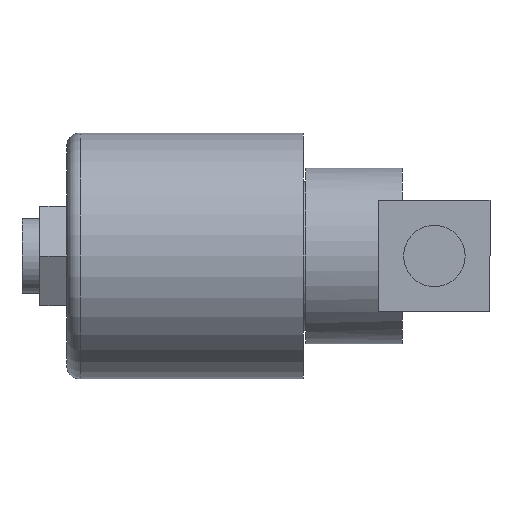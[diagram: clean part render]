
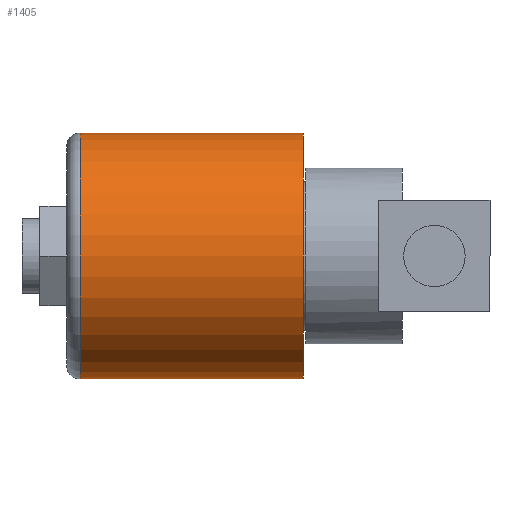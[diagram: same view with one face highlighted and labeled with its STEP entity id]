
A CAD part, left-side view. The second image highlights one B-rep face of the part: STEP entity #1405.
In plain terms, the highlighted cylindrical face has radius 21 mm (diameter 42 mm), a partial arc.
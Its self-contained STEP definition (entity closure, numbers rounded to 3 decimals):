
#52 = CIRCLE ( 'NONE', #236, 21. ) ;
#96 = DIRECTION ( 'NONE',  ( 0., 0., 1. ) ) ;
#161 = CARTESIAN_POINT ( 'NONE',  ( 0., 45.66, 21. ) ) ;
#202 = LINE ( 'NONE', #446, #843 ) ;
#205 = DIRECTION ( 'NONE',  ( 0., 0., -1. ) ) ;
#216 = DIRECTION ( 'NONE',  ( 0., -1., 0. ) ) ;
#236 = AXIS2_PLACEMENT_3D ( 'NONE', #1012, #783, #96 ) ;
#284 = VERTEX_POINT ( 'NONE', #161 ) ;
#368 = ORIENTED_EDGE ( 'NONE', *, *, #439, .T. ) ;
#369 = ORIENTED_EDGE ( 'NONE', *, *, #1356, .F. ) ;
#387 = EDGE_LOOP ( 'NONE', ( #369, #368, #862, #611 ) ) ;
#439 = EDGE_CURVE ( 'NONE', #284, #563, #52, .T. ) ;
#443 = AXIS2_PLACEMENT_3D ( 'NONE', #790, #781, #205 ) ;
#446 = CARTESIAN_POINT ( 'NONE',  ( 0., 47.96, -21. ) ) ;
#563 = VERTEX_POINT ( 'NONE', #1340 ) ;
#610 = DIRECTION ( 'NONE',  ( 0., 0., 1. ) ) ;
#611 = ORIENTED_EDGE ( 'NONE', *, *, #1197, .T. ) ;
#717 = AXIS2_PLACEMENT_3D ( 'NONE', #850, #1300, #610 ) ;
#771 = VERTEX_POINT ( 'NONE', #1199 ) ;
#781 = DIRECTION ( 'NONE',  ( 0., -1., 0. ) ) ;
#783 = DIRECTION ( 'NONE',  ( 0., -1., 0. ) ) ;
#790 = CARTESIAN_POINT ( 'NONE',  ( 0., 47.96, 0. ) ) ;
#843 = VECTOR ( 'NONE', #216, 1000. ) ;
#847 = VERTEX_POINT ( 'NONE', #1154 ) ;
#850 = CARTESIAN_POINT ( 'NONE',  ( 0., 7.56, 0. ) ) ;
#862 = ORIENTED_EDGE ( 'NONE', *, *, #899, .T. ) ;
#898 = FACE_OUTER_BOUND ( 'NONE', #387, .T. ) ;
#899 = EDGE_CURVE ( 'NONE', #563, #771, #202, .T. ) ;
#942 = VECTOR ( 'NONE', #1230, 1000. ) ;
#1006 = LINE ( 'NONE', #1332, #942 ) ;
#1012 = CARTESIAN_POINT ( 'NONE',  ( 0., 45.66, 0. ) ) ;
#1149 = CIRCLE ( 'NONE', #717, 21. ) ;
#1154 = CARTESIAN_POINT ( 'NONE',  ( 0., 7.56, 21. ) ) ;
#1197 = EDGE_CURVE ( 'NONE', #771, #847, #1149, .T. ) ;
#1199 = CARTESIAN_POINT ( 'NONE',  ( 0., 7.56, -21. ) ) ;
#1230 = DIRECTION ( 'NONE',  ( 0., -1., 0. ) ) ;
#1300 = DIRECTION ( 'NONE',  ( 0., 1., 0. ) ) ;
#1332 = CARTESIAN_POINT ( 'NONE',  ( 0., 47.96, 21. ) ) ;
#1340 = CARTESIAN_POINT ( 'NONE',  ( 0., 45.66, -21. ) ) ;
#1345 = CYLINDRICAL_SURFACE ( 'NONE', #443, 21. ) ;
#1356 = EDGE_CURVE ( 'NONE', #284, #847, #1006, .T. ) ;
#1405 = ADVANCED_FACE ( 'NONE', ( #898 ), #1345, .T. ) ;
